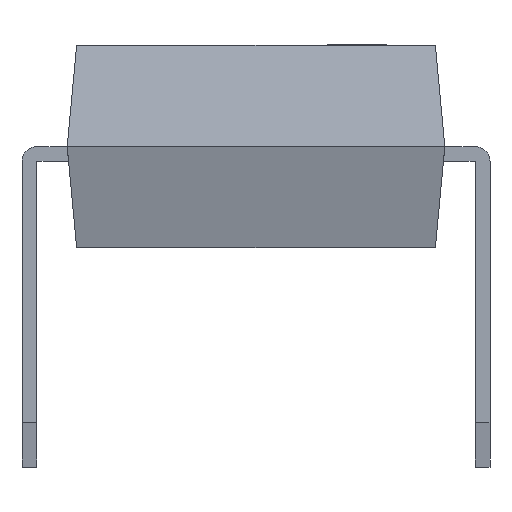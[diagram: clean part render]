
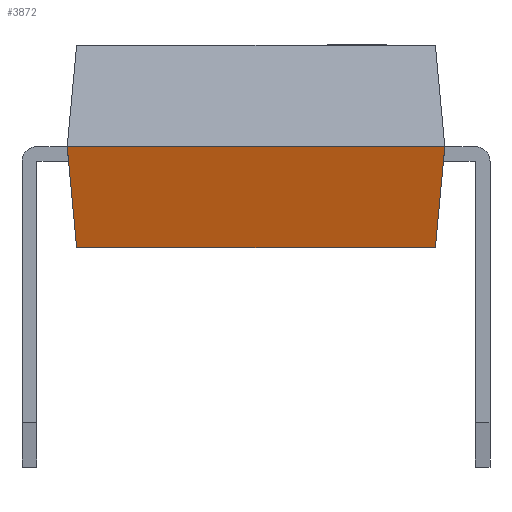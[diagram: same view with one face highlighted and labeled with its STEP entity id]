
A CAD part, front view. The second image highlights one B-rep face of the part: STEP entity #3872.
In plain terms, the highlighted free-form (B-spline) face has degree [1, 1] with [2, 2] control points.
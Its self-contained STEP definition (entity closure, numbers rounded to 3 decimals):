
#936 = VERTEX_POINT('',#937);
#937 = CARTESIAN_POINT('',(3.175,-9.653,2.21));
#958 = EDGE_CURVE('',#959,#936,#961,.T.);
#959 = VERTEX_POINT('',#960);
#960 = CARTESIAN_POINT('',(-3.175,-9.653,2.21));
#961 = LINE('',#962,#963);
#962 = CARTESIAN_POINT('',(-3.175,-9.653,2.21));
#963 = VECTOR('',#964,1.);
#964 = DIRECTION('',(1.,0.,0.));
#3448 = EDGE_CURVE('',#936,#3449,#3451,.T.);
#3449 = VERTEX_POINT('',#3450);
#3450 = CARTESIAN_POINT('',(3.016,-9.17,0.51));
#3451 = B_SPLINE_CURVE_WITH_KNOTS('',1,(#3452,#3453),.UNSPECIFIED.,.F.,
  .F.,(2,2),(0.,1.),.PIECEWISE_BEZIER_KNOTS.);
#3452 = CARTESIAN_POINT('',(3.175,-9.653,2.21));
#3453 = CARTESIAN_POINT('',(3.016,-9.17,0.51));
#3872 = ADVANCED_FACE('',(#3873),#3890,.F.);
#3873 = FACE_BOUND('',#3874,.F.);
#3874 = EDGE_LOOP('',(#3875,#3876,#3877,#3885));
#3875 = ORIENTED_EDGE('',*,*,#958,.T.);
#3876 = ORIENTED_EDGE('',*,*,#3448,.T.);
#3877 = ORIENTED_EDGE('',*,*,#3878,.F.);
#3878 = EDGE_CURVE('',#3879,#3449,#3881,.T.);
#3879 = VERTEX_POINT('',#3880);
#3880 = CARTESIAN_POINT('',(-3.016,-9.17,0.51));
#3881 = LINE('',#3882,#3883);
#3882 = CARTESIAN_POINT('',(-3.016,-9.17,0.51));
#3883 = VECTOR('',#3884,1.);
#3884 = DIRECTION('',(1.,0.,0.));
#3885 = ORIENTED_EDGE('',*,*,#3886,.F.);
#3886 = EDGE_CURVE('',#959,#3879,#3887,.T.);
#3887 = B_SPLINE_CURVE_WITH_KNOTS('',1,(#3888,#3889),.UNSPECIFIED.,.F.,
  .F.,(2,2),(0.,1.),.PIECEWISE_BEZIER_KNOTS.);
#3888 = CARTESIAN_POINT('',(-3.175,-9.653,2.21));
#3889 = CARTESIAN_POINT('',(-3.016,-9.17,0.51));
#3890 = B_SPLINE_SURFACE_WITH_KNOTS('',1,1,(
    (#3891,#3892)
    ,(#3893,#3894
    )),.UNSPECIFIED.,.F.,.F.,.F.,(2,2),(2,2),(0.,6.35),(0.,1.),
  .PIECEWISE_BEZIER_KNOTS.);
#3891 = CARTESIAN_POINT('',(-3.175,-9.653,2.21));
#3892 = CARTESIAN_POINT('',(-3.016,-9.17,0.51));
#3893 = CARTESIAN_POINT('',(3.175,-9.653,2.21));
#3894 = CARTESIAN_POINT('',(3.016,-9.17,0.51));
